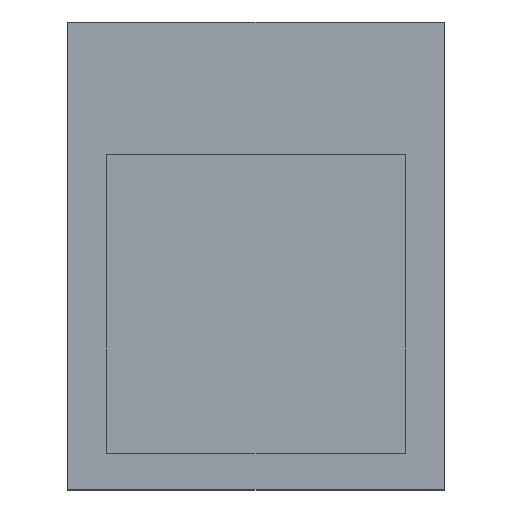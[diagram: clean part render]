
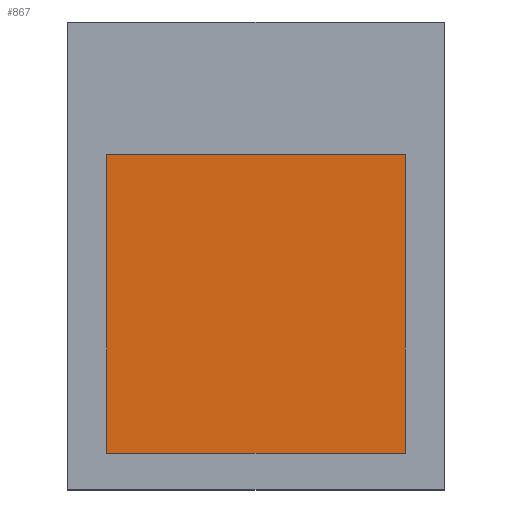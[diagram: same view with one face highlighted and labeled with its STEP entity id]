
A CAD part, top view. The second image highlights one B-rep face of the part: STEP entity #867.
In plain terms, the highlighted planar face has unit normal (0, 0, 1).
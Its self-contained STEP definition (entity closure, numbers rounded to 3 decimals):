
#67 = CARTESIAN_POINT ( 'NONE',  ( 0.575, -0.76, 0. ) ) ;
#68 = VERTEX_POINT ( 'NONE', #1147 ) ;
#121 = DIRECTION ( 'NONE',  ( 0., 1., 0. ) ) ;
#163 = EDGE_LOOP ( 'NONE', ( #1060, #1199, #683, #1173 ) ) ;
#181 = EDGE_CURVE ( 'NONE', #1187, #68, #935, .T. ) ;
#199 = FACE_OUTER_BOUND ( 'NONE', #163, .T. ) ;
#211 = CARTESIAN_POINT ( 'NONE',  ( -0.575, 0.39, 0. ) ) ;
#263 = DIRECTION ( 'NONE',  ( 0., 0., 1. ) ) ;
#332 = EDGE_CURVE ( 'NONE', #1172, #1187, #413, .T. ) ;
#396 = VECTOR ( 'NONE', #563, 1000. ) ;
#413 = LINE ( 'NONE', #1113, #982 ) ;
#446 = CARTESIAN_POINT ( 'NONE',  ( 0., 0., 0. ) ) ;
#460 = DIRECTION ( 'NONE',  ( 1., 0., 0. ) ) ;
#479 = LINE ( 'NONE', #845, #717 ) ;
#516 = EDGE_CURVE ( 'NONE', #587, #1172, #479, .T. ) ;
#561 = CARTESIAN_POINT ( 'NONE',  ( -0.575, -0.76, 0. ) ) ;
#563 = DIRECTION ( 'NONE',  ( 0., -1., 0. ) ) ;
#573 = CARTESIAN_POINT ( 'NONE',  ( -0.575, 0.39, 0. ) ) ;
#587 = VERTEX_POINT ( 'NONE', #67 ) ;
#605 = AXIS2_PLACEMENT_3D ( 'NONE', #446, #263, #460 ) ;
#650 = VECTOR ( 'NONE', #1239, 1000. ) ;
#683 = ORIENTED_EDGE ( 'NONE', *, *, #516, .T. ) ;
#717 = VECTOR ( 'NONE', #121, 1000. ) ;
#818 = DIRECTION ( 'NONE',  ( -1., 0., 0. ) ) ;
#823 = CARTESIAN_POINT ( 'NONE',  ( 0.575, 0.39, 0. ) ) ;
#845 = CARTESIAN_POINT ( 'NONE',  ( 0.575, 0.39, 0. ) ) ;
#861 = LINE ( 'NONE', #561, #650 ) ;
#867 = ADVANCED_FACE ( 'NONE', ( #199 ), #1059, .T. ) ;
#892 = EDGE_CURVE ( 'NONE', #68, #587, #861, .T. ) ;
#935 = LINE ( 'NONE', #573, #396 ) ;
#982 = VECTOR ( 'NONE', #818, 1000. ) ;
#1059 = PLANE ( 'NONE',  #605 ) ;
#1060 = ORIENTED_EDGE ( 'NONE', *, *, #181, .T. ) ;
#1113 = CARTESIAN_POINT ( 'NONE',  ( -0.575, 0.39, 0. ) ) ;
#1147 = CARTESIAN_POINT ( 'NONE',  ( -0.575, -0.76, 0. ) ) ;
#1172 = VERTEX_POINT ( 'NONE', #823 ) ;
#1173 = ORIENTED_EDGE ( 'NONE', *, *, #332, .T. ) ;
#1187 = VERTEX_POINT ( 'NONE', #211 ) ;
#1199 = ORIENTED_EDGE ( 'NONE', *, *, #892, .T. ) ;
#1239 = DIRECTION ( 'NONE',  ( 1., 0., 0. ) ) ;
